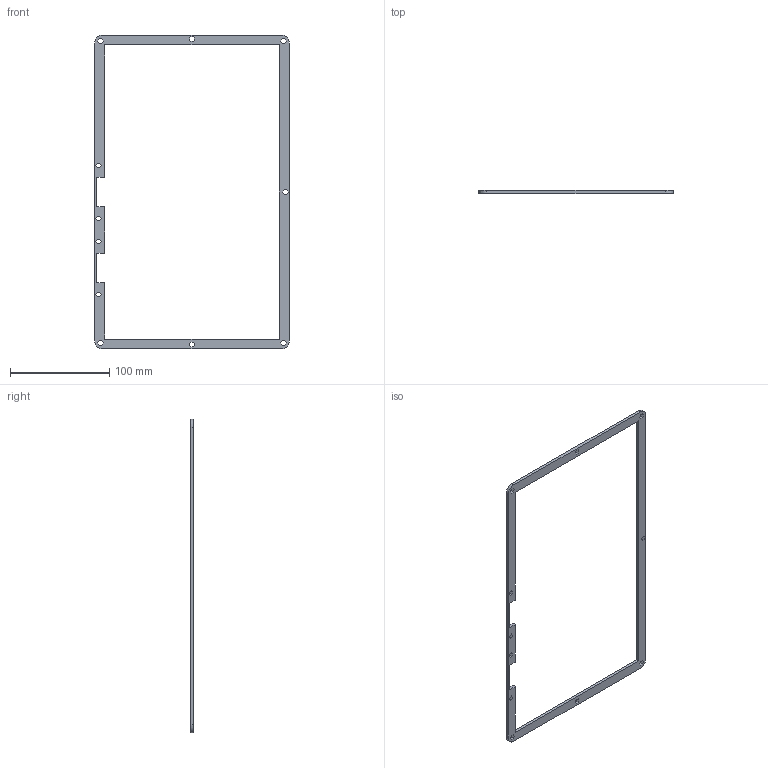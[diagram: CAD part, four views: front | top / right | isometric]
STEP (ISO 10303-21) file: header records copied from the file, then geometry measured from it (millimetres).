
FILE_DESCRIPTION(/* description */ (''),/* implementation_level */ '2;1');
FILE_NAME(/* name */ 'FloorFirst.stp',/* time_stamp */ '2023-11-03T21:12:12+08:00',/* author */ ('Administrator'),/* organization */ (''),/* preprocessor_version */ 'ST-DEVELOPER v19.2',/* originating_system */ 'Autodesk Inventor 2024',/* authorisation */ '');
FILE_SCHEMA (('AUTOMOTIVE_DESIGN { 1 0 10303 214 3 1 1 }'));
Length unit declared in the file: millimetre
Products named in the file (1): FloorFirst
Bounding box: 196 x 3 x 316 mm (x, y, z)
Volume: 27267.1 mm3; surface area: 24681.2 mm2
Topology: 1 solids, 1 shells, 88 faces, 258 edges, 172 vertices
Faces by surface type: plane 84, cylinder 4
Entity records: 3058 total; most frequent: CARTESIAN_POINT 519, ORIENTED_EDGE 516, DIRECTION 444, EDGE_CURVE 258, LINE 250, VECTOR 250, VERTEX_POINT 172, EDGE_LOOP 112
